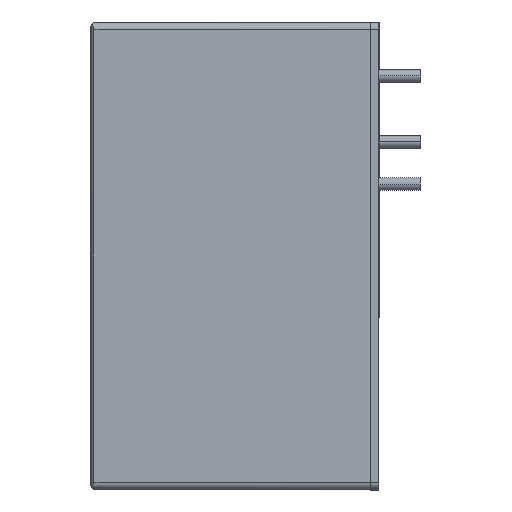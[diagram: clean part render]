
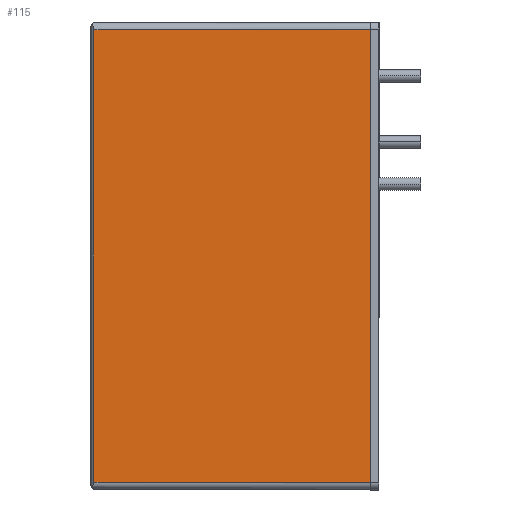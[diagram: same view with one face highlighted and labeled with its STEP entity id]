
A CAD part, left-side view. The second image highlights one B-rep face of the part: STEP entity #115.
In plain terms, the highlighted planar face has unit normal (-1, 0, 0).
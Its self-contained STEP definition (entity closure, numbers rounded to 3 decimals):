
#115=ADVANCED_FACE('',(#263),#264,.T.);
#263=FACE_OUTER_BOUND('',#451,.T.);
#264=PLANE('',#452);
#451=EDGE_LOOP('',(#718,#719,#720,#721));
#452=AXIS2_PLACEMENT_3D('',#722,#723,#724);
#718=ORIENTED_EDGE('',*,*,#1135,.T.);
#719=ORIENTED_EDGE('',*,*,#1136,.T.);
#720=ORIENTED_EDGE('',*,*,#1130,.T.);
#721=ORIENTED_EDGE('',*,*,#1137,.F.);
#722=CARTESIAN_POINT('',(-34.7,0.7,0.0));
#723=DIRECTION('',(-1.0,0.0,0.0));
#724=DIRECTION('',(0.0,0.,1.0));
#1130=EDGE_CURVE('',#1350,#1348,#1351,.T.);
#1135=EDGE_CURVE('',#1356,#1357,#1358,.T.);
#1136=EDGE_CURVE('',#1357,#1350,#1359,.T.);
#1137=EDGE_CURVE('',#1356,#1348,#1360,.T.);
#1348=VERTEX_POINT('',#1785);
#1350=VERTEX_POINT('',#1800);
#1351=LINE('',#1801,#1802);
#1356=VERTEX_POINT('',#1821);
#1357=VERTEX_POINT('',#1822);
#1358=LINE('',#1823,#1824);
#1359=LINE('',#1825,#1826);
#1360=LINE('',#1827,#1828);
#1785=CARTESIAN_POINT('',(-34.7,23.75,-18.85));
#1800=CARTESIAN_POINT('',(-34.7,23.75,18.85));
#1801=CARTESIAN_POINT('',(-34.7,23.75,0.0));
#1802=VECTOR('',#2118,1.0);
#1821=CARTESIAN_POINT('',(-34.7,0.71,-18.85));
#1822=CARTESIAN_POINT('',(-34.7,0.71,18.85));
#1823=CARTESIAN_POINT('',(-34.7,0.71,0.));
#1824=VECTOR('',#2120,1.0);
#1825=CARTESIAN_POINT('',(-34.7,0.7,18.85));
#1826=VECTOR('',#2121,1.0);
#1827=CARTESIAN_POINT('',(-34.7,0.7,-18.85));
#1828=VECTOR('',#2122,1.0);
#2118=DIRECTION('',(-0.0,-0.0,-1.0));
#2120=DIRECTION('',(0.0,0.,1.0));
#2121=DIRECTION('',(0.0,1.0,0.));
#2122=DIRECTION('',(0.0,1.0,0.));
